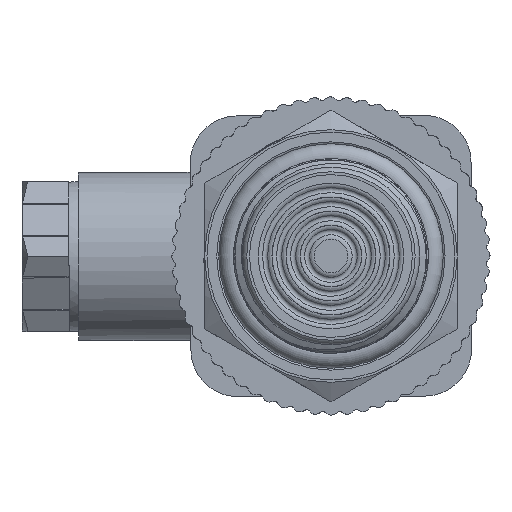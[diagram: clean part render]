
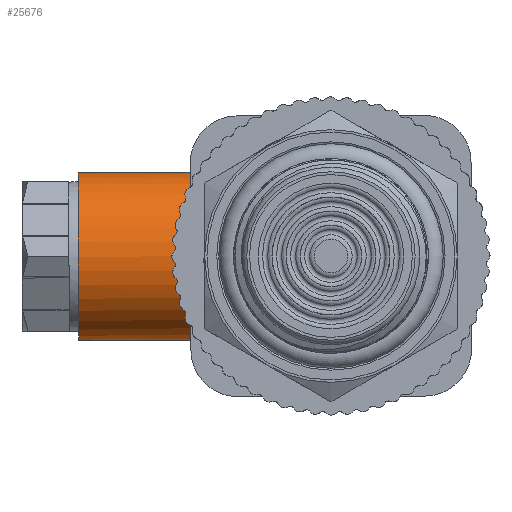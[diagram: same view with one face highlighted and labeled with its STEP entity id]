
A CAD part, left-side view. The second image highlights one B-rep face of the part: STEP entity #25676.
In plain terms, the highlighted cylindrical face has radius 9 mm (diameter 18 mm), a full revolution.
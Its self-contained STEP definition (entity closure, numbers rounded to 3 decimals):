
#2173=FACE_OUTER_BOUND('',#3649,.T.);
#3649=EDGE_LOOP('',(#19375,#19376,#19377,#19378,#19379,#19380,#19381));
#4894=CIRCLE('',#27032,9.);
#4895=CIRCLE('',#27033,9.);
#4920=CIRCLE('',#27114,9.);
#5889=B_SPLINE_CURVE_WITH_KNOTS('',3,(#47775,#47776,#47777,#47778,#47779,
#47780,#47781,#47782,#47783,#47784),.UNSPECIFIED.,.F.,.F.,(4,2,1,1,1,1,
4),(-0.002,0.,0.204,0.408,0.611,
0.815,1.019),.UNSPECIFIED.);
#5890=B_SPLINE_CURVE_WITH_KNOTS('',3,(#47853,#47854,#47855,#47856,#47857,
#47858,#47859,#47860,#47861,#47862,#47863,#47864),.UNSPECIFIED.,.F.,.F.,
(4,1,1,1,1,1,1,2,4),(0.,0.204,0.306,
0.408,0.509,0.611,0.815,
1.019,1.02),.UNSPECIFIED.);
#7129=LINE('',#48216,#9010);
#9010=VECTOR('',#29280,9.);
#10913=VERTEX_POINT('',#45216);
#11177=VERTEX_POINT('',#47773);
#11178=VERTEX_POINT('',#47786);
#11180=VERTEX_POINT('',#47790);
#11271=VERTEX_POINT('',#48214);
#14129=EDGE_CURVE('',#10913,#11177,#5889,.T.);
#14132=EDGE_CURVE('',#11177,#11180,#4894,.T.);
#14133=EDGE_CURVE('',#11180,#11178,#4895,.T.);
#14134=EDGE_CURVE('',#11178,#10913,#5890,.T.);
#14279=EDGE_CURVE('',#11271,#11271,#4920,.T.);
#14280=EDGE_CURVE('',#11271,#11180,#7129,.T.);
#19375=ORIENTED_EDGE('',*,*,#14279,.F.);
#19376=ORIENTED_EDGE('',*,*,#14280,.T.);
#19377=ORIENTED_EDGE('',*,*,#14132,.F.);
#19378=ORIENTED_EDGE('',*,*,#14129,.F.);
#19379=ORIENTED_EDGE('',*,*,#14134,.F.);
#19380=ORIENTED_EDGE('',*,*,#14133,.F.);
#19381=ORIENTED_EDGE('',*,*,#14280,.F.);
#25142=CYLINDRICAL_SURFACE('',#27113,9.);
#25676=ADVANCED_FACE('',(#2173),#25142,.T.);
#27032=AXIS2_PLACEMENT_3D('',#47791,#29019,#29020);
#27033=AXIS2_PLACEMENT_3D('',#47792,#29021,#29022);
#27113=AXIS2_PLACEMENT_3D('',#48213,#29276,#29277);
#27114=AXIS2_PLACEMENT_3D('',#48215,#29278,#29279);
#29019=DIRECTION('center_axis',(0.,0.,-1.));
#29020=DIRECTION('ref_axis',(1.,0.,0.));
#29021=DIRECTION('center_axis',(0.,0.,-1.));
#29022=DIRECTION('ref_axis',(1.,0.,0.));
#29276=DIRECTION('center_axis',(0.,0.,1.));
#29277=DIRECTION('ref_axis',(-1.,0.,0.));
#29278=DIRECTION('center_axis',(0.,0.,1.));
#29279=DIRECTION('ref_axis',(-1.,0.,0.));
#29280=DIRECTION('',(0.,0.,-1.));
#45216=CARTESIAN_POINT('',(-28.,0.,10.5));
#47773=CARTESIAN_POINT('',(-24.4,7.2,14.5));
#47775=CARTESIAN_POINT('Ctrl Pts',(-28.,0.,10.5));
#47776=CARTESIAN_POINT('Ctrl Pts',(-28.,0.004,10.503));
#47777=CARTESIAN_POINT('Ctrl Pts',(-28.,0.008,
10.505));
#47778=CARTESIAN_POINT('Ctrl Pts',(-27.999,0.528,
10.871));
#47779=CARTESIAN_POINT('Ctrl Pts',(-27.909,1.565,11.599));
#47780=CARTESIAN_POINT('Ctrl Pts',(-27.501,3.098,12.639));
#47781=CARTESIAN_POINT('Ctrl Pts',(-26.801,4.592,13.566));
#47782=CARTESIAN_POINT('Ctrl Pts',(-25.787,6.,14.28));
#47783=CARTESIAN_POINT('Ctrl Pts',(-24.889,6.833,14.5));
#47784=CARTESIAN_POINT('Ctrl Pts',(-24.4,7.2,14.5));
#47786=CARTESIAN_POINT('',(-24.4,-7.2,14.5));
#47790=CARTESIAN_POINT('',(-10.,0.,14.5));
#47791=CARTESIAN_POINT('Origin',(-19.,0.,14.5));
#47792=CARTESIAN_POINT('Origin',(-19.,0.,14.5));
#47853=CARTESIAN_POINT('Ctrl Pts',(-24.4,-7.2,14.5));
#47854=CARTESIAN_POINT('Ctrl Pts',(-24.889,-6.833,
14.5));
#47855=CARTESIAN_POINT('Ctrl Pts',(-25.563,-6.207,
14.335));
#47856=CARTESIAN_POINT('Ctrl Pts',(-26.294,-5.296,
13.923));
#47857=CARTESIAN_POINT('Ctrl Pts',(-26.763,-4.579,
13.539));
#47858=CARTESIAN_POINT('Ctrl Pts',(-27.15,-3.846,
13.104));
#47859=CARTESIAN_POINT('Ctrl Pts',(-27.569,-2.842,
12.466));
#47860=CARTESIAN_POINT('Ctrl Pts',(-27.909,-1.565,
11.6));
#47861=CARTESIAN_POINT('Ctrl Pts',(-27.999,-0.528,
10.871));
#47862=CARTESIAN_POINT('Ctrl Pts',(-28.,-0.008,
10.505));
#47863=CARTESIAN_POINT('Ctrl Pts',(-28.,-0.004,10.503));
#47864=CARTESIAN_POINT('Ctrl Pts',(-28.,0.,10.5));
#48213=CARTESIAN_POINT('Origin',(-19.,0.,13.5));
#48214=CARTESIAN_POINT('',(-10.,0.,27.));
#48215=CARTESIAN_POINT('Origin',(-19.,0.,27.));
#48216=CARTESIAN_POINT('',(-10.,0.,13.5));
